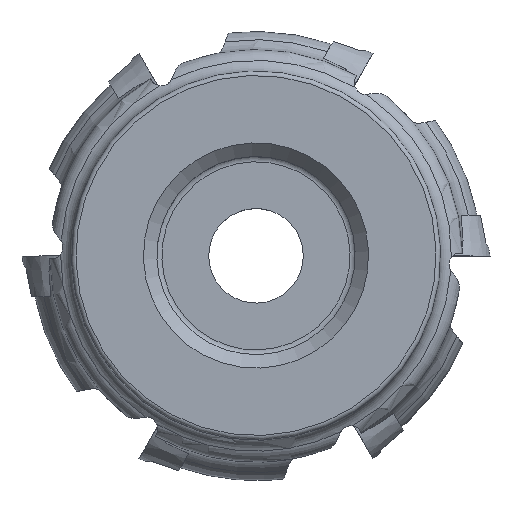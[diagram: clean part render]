
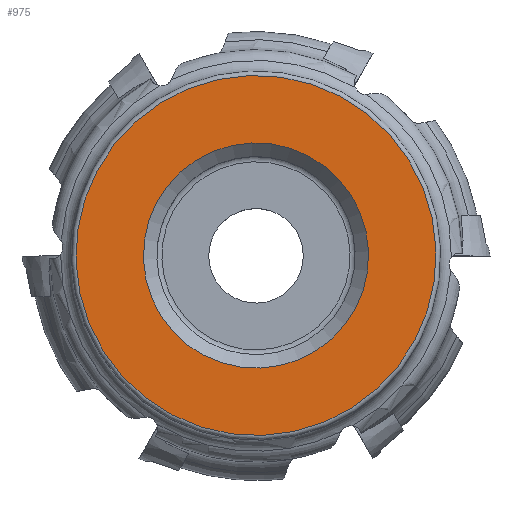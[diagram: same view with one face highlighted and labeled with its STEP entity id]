
A CAD part, top view. The second image highlights one B-rep face of the part: STEP entity #975.
In plain terms, the highlighted planar face has unit normal (0, 0, 1).
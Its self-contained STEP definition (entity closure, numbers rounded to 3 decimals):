
#975=ADVANCED_FACE('CU_BACK_F001',(#1550,#1551),#1363,.F.);
#1363=PLANE('',#7591);
#1550=FACE_BOUND('',#1774,.T.);
#1551=FACE_BOUND('',#1775,.T.);
#1774=EDGE_LOOP('',(#3493));
#1775=EDGE_LOOP('',(#3494));
#2303=CIRCLE('',#7589,20.);
#2304=CIRCLE('',#7590,12.505);
#3493=ORIENTED_EDGE('',*,*,#6177,.T.);
#3494=ORIENTED_EDGE('',*,*,#6178,.T.);
#5422=VERTEX_POINT('',#12427);
#5423=VERTEX_POINT('',#12429);
#6177=EDGE_CURVE('',#5422,#5422,#2303,.T.);
#6178=EDGE_CURVE('',#5423,#5423,#2304,.T.);
#7589=AXIS2_PLACEMENT_3D('',#12426,#8572,#8573);
#7590=AXIS2_PLACEMENT_3D('',#12428,#8574,#8575);
#7591=AXIS2_PLACEMENT_3D('',#12430,#8576,#8577);
#8572=DIRECTION('',(0.,0.,1.));
#8573=DIRECTION('',(0.036,-0.999,0.));
#8574=DIRECTION('',(0.,0.,-1.));
#8575=DIRECTION('',(-0.036,0.999,0.));
#8576=DIRECTION('',(0.,0.,-1.));
#8577=DIRECTION('',(-0.036,0.999,0.));
#12426=CARTESIAN_POINT('',(0.,0.,0.));
#12427=CARTESIAN_POINT('',(0.728,-19.987,0.));
#12428=CARTESIAN_POINT('',(0.,0.,
0.));
#12429=CARTESIAN_POINT('',(-0.455,12.497,0.));
#12430=CARTESIAN_POINT('',(-1.042,-20.474,0.));
